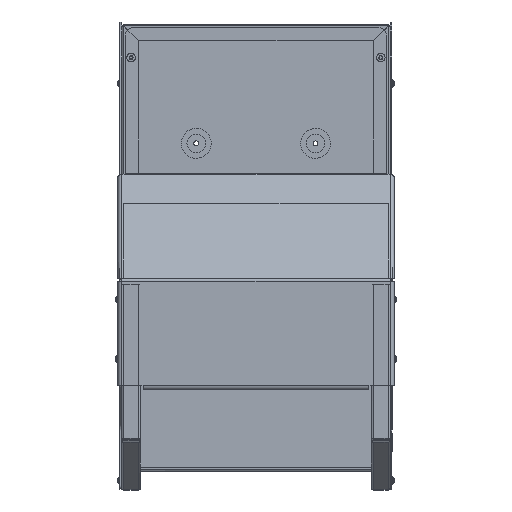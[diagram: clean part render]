
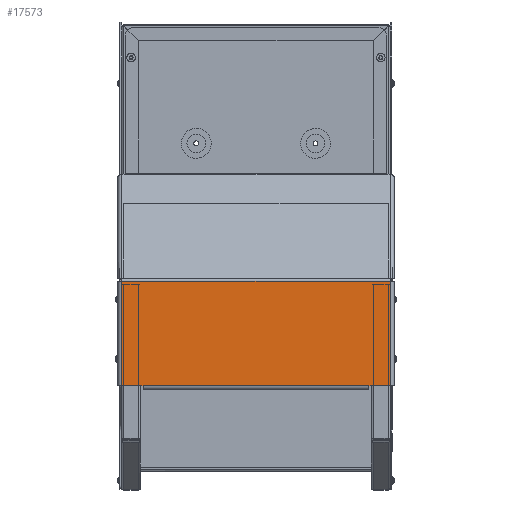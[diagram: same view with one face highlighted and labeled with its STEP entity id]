
A CAD part, front view. The second image highlights one B-rep face of the part: STEP entity #17573.
In plain terms, the highlighted planar face has unit normal (0, -1, 0).
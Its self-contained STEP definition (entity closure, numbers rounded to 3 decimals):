
#16373=DIRECTION('',(-1.,0.,0.));
#16374=VECTOR('',#16373,18.031);
#16375=CARTESIAN_POINT('',(9.021,-31.196,-2.265));
#16376=LINE('',#16375,#16374);
#16386=DIRECTION('',(0.,0.,-1.));
#16387=VECTOR('',#16386,7.);
#16388=CARTESIAN_POINT('',(-9.011,-31.196,-2.265));
#16389=LINE('',#16388,#16387);
#16411=DIRECTION('',(1.,0.,0.));
#16412=VECTOR('',#16411,1.438);
#16413=CARTESIAN_POINT('',(-9.011,-31.196,-9.265));
#16414=LINE('',#16413,#16412);
#16530=DIRECTION('',(0.,0.,1.));
#16531=VECTOR('',#16530,7.);
#16532=CARTESIAN_POINT('',(9.021,-31.196,-9.265));
#16533=LINE('',#16532,#16531);
#16657=DIRECTION('',(1.,0.,0.));
#16658=VECTOR('',#16657,1.438);
#16659=CARTESIAN_POINT('',(7.583,-31.196,-9.265));
#16660=LINE('',#16659,#16658);
#16679=DIRECTION('',(1.,0.,0.));
#16680=VECTOR('',#16679,15.156);
#16681=CARTESIAN_POINT('',(-7.573,-31.196,-9.265));
#16682=LINE('',#16681,#16680);
#16897=CARTESIAN_POINT('',(-9.011,-31.196,-2.265));
#16899=VERTEX_POINT('',#16897);
#16901=CARTESIAN_POINT('',(9.021,-31.196,-2.265));
#16902=VERTEX_POINT('',#16901);
#16906=CARTESIAN_POINT('',(-7.573,-31.196,-9.265));
#16908=VERTEX_POINT('',#16906);
#16953=CARTESIAN_POINT('',(7.583,-31.196,-9.265));
#16955=VERTEX_POINT('',#16953);
#17038=CARTESIAN_POINT('',(-9.011,-31.196,-9.265));
#17039=VERTEX_POINT('',#17038);
#17040=CARTESIAN_POINT('',(9.021,-31.196,-9.265));
#17041=VERTEX_POINT('',#17040);
#17555=CARTESIAN_POINT('',(0.005,-31.196,
-5.765));
#17556=DIRECTION('',(0.,1.,0.));
#17557=DIRECTION('',(1.,0.,0.));
#17558=AXIS2_PLACEMENT_3D('',#17555,#17556,#17557);
#17559=PLANE('',#17558);
#17561=ORIENTED_EDGE('',*,*,#17560,.F.);
#17562=ORIENTED_EDGE('',*,*,#17550,.F.);
#17564=ORIENTED_EDGE('',*,*,#17563,.F.);
#17566=ORIENTED_EDGE('',*,*,#17565,.F.);
#17568=ORIENTED_EDGE('',*,*,#17567,.F.);
#17570=ORIENTED_EDGE('',*,*,#17569,.F.);
#17571=EDGE_LOOP('',(#17561,#17562,#17564,#17566,#17568,#17570));
#17572=FACE_OUTER_BOUND('',#17571,.F.);
#17550=EDGE_CURVE('',#16902,#16899,#16376,.T.);
#17560=EDGE_CURVE('',#16899,#17039,#16389,.T.);
#17563=EDGE_CURVE('',#17041,#16902,#16533,.T.);
#17565=EDGE_CURVE('',#16955,#17041,#16660,.T.);
#17567=EDGE_CURVE('',#16908,#16955,#16682,.T.);
#17569=EDGE_CURVE('',#17039,#16908,#16414,.T.);
#17573=ADVANCED_FACE('',(#17572),#17559,.F.);
